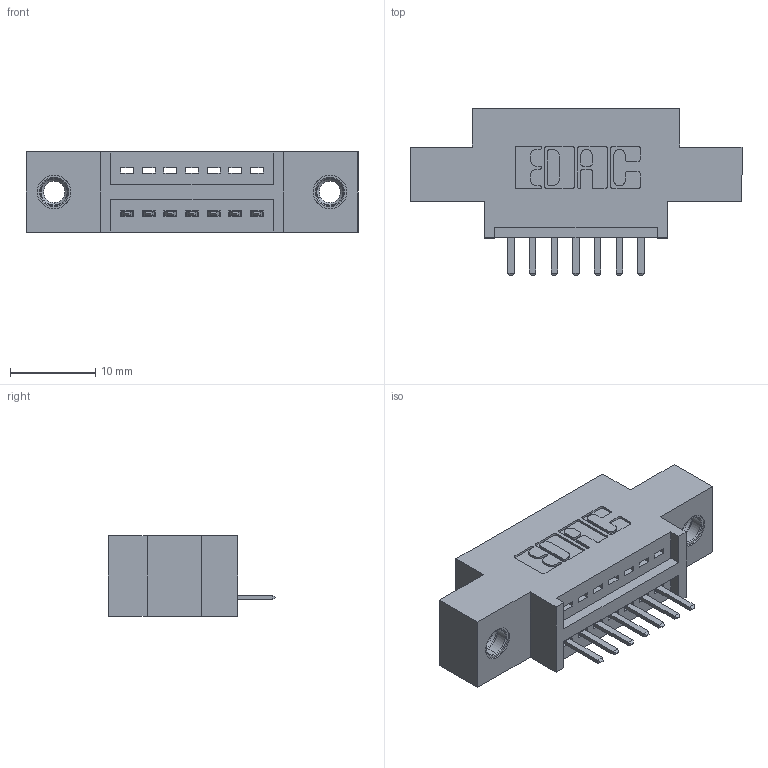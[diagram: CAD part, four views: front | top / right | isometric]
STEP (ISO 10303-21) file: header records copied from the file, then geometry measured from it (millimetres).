
FILE_DESCRIPTION (( 'STEP AP203' ), '1' );
FILE_NAME ('345-007-520-607.STEP', '2018-08-17T01:07:09', ( '' ), ( '' ), 'SwSTEP 2.0', 'SolidWorks 2016', '' );
FILE_SCHEMA (( 'CONFIG_CONTROL_DESIGN' ));
Length unit declared in the file: inch
Products named in the file (4): 345-292-001_345-293-120; 345-250-001_345-250-005-103; 345-007-520-607; 345 Part_0.170 Offset - 0.156 Dia-TI
Assembly tree (10 placements, depth 2):
  345-007-520-607
    345 Part_0.170 Offset - 0.156 Dia-TI
    345-292-001_345-293-120  x7
    345-250-001_345-250-005-103  x2
Bounding box: 38.99 x 19.68 x 9.4 mm (x, y, z)
Volume: 3269.5 mm3; surface area: 3962.4 mm2
Topology: 10 solids, 10 shells, 624 faces, 1777 edges, 1158 vertices
Faces by surface type: plane 410, cylinder 198, cone 12, torus 4
Entity records: 11412 total; most frequent: CARTESIAN_POINT 1972, ORIENTED_EDGE 1894, DIRECTION 1787, EDGE_CURVE 947, VECTOR 763, LINE 763, VERTEX_POINT 624, AXIS2_PLACEMENT_3D 512
